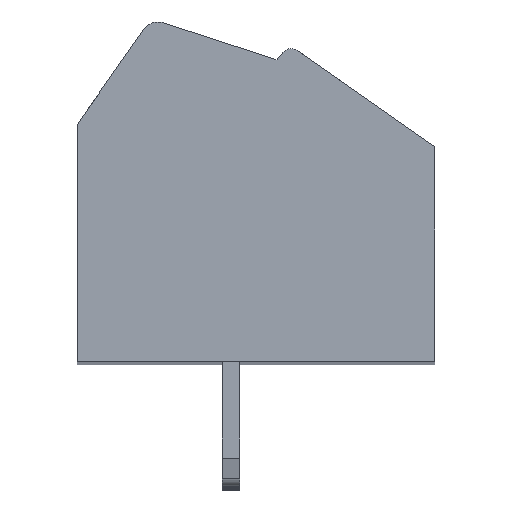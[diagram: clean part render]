
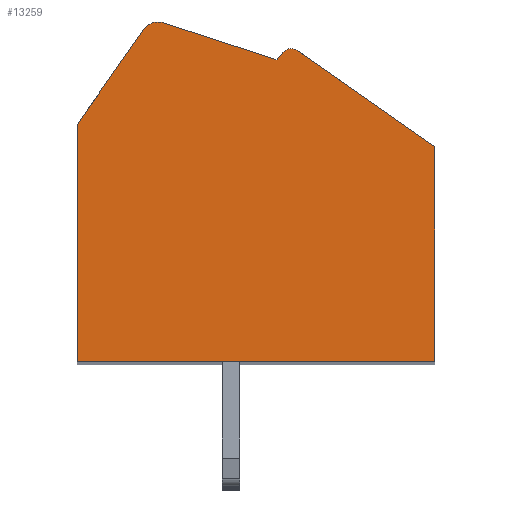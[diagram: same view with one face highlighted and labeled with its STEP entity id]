
A CAD part, top view. The second image highlights one B-rep face of the part: STEP entity #13259.
In plain terms, the highlighted planar face has unit normal (0, 0, 1).
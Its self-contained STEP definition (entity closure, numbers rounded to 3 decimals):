
#1143=DIRECTION('',(-0.951,0.309,0.));
#1144=VECTOR('',#1143,3.333);
#1145=CARTESIAN_POINT('',(0.588,3.695,1.75));
#1146=LINE('',#1145,#1144);
#1147=DIRECTION('',(-0.638,-0.77,0.));
#1148=VECTOR('',#1147,0.262);
#1149=CARTESIAN_POINT('',(0.755,3.897,1.75));
#1150=LINE('',#1149,#1148);
#1151=CARTESIAN_POINT('',(0.986,3.706,1.75));
#1152=DIRECTION('',(0.,0.,1.));
#1153=DIRECTION('',(0.574,0.819,0.));
#1154=AXIS2_PLACEMENT_3D('',#1151,#1152,#1153);
#1156=DIRECTION('',(-0.819,0.574,0.));
#1157=VECTOR('',#1156,4.691);
#1158=CARTESIAN_POINT('',(5.,1.261,1.75));
#1159=LINE('',#1158,#1157);
#1160=DIRECTION('',(0.,1.,0.));
#1161=VECTOR('',#1160,6.011);
#1162=CARTESIAN_POINT('',(5.,-4.75,1.75));
#1163=LINE('',#1162,#1161);
#1164=DIRECTION('',(1.,0.,0.));
#1165=VECTOR('',#1164,10.);
#1166=CARTESIAN_POINT('',(-5.,-4.75,1.75));
#1167=LINE('',#1166,#1165);
#1168=DIRECTION('',(0.,-1.,0.));
#1169=VECTOR('',#1168,6.64);
#1170=CARTESIAN_POINT('',(-5.,1.89,1.75));
#1171=LINE('',#1170,#1169);
#1172=DIRECTION('',(-0.574,-0.819,0.));
#1173=VECTOR('',#1172,3.231);
#1174=CARTESIAN_POINT('',(-3.147,4.537,1.75));
#1175=LINE('',#1174,#1173);
#1176=CARTESIAN_POINT('',(-2.737,4.25,1.75));
#1177=DIRECTION('',(0.,0.,1.));
#1178=DIRECTION('',(0.309,0.951,0.));
#1179=AXIS2_PLACEMENT_3D('',#1176,#1177,#1178);
#9487=CARTESIAN_POINT('',(0.588,3.695,1.75));
#9488=CARTESIAN_POINT('',(-2.583,4.726,1.75));
#9489=VERTEX_POINT('',#9487);
#9490=VERTEX_POINT('',#9488);
#9491=CARTESIAN_POINT('',(-3.147,4.537,1.75));
#9492=VERTEX_POINT('',#9491);
#9493=CARTESIAN_POINT('',(-5.,1.89,1.75));
#9494=VERTEX_POINT('',#9493);
#9495=CARTESIAN_POINT('',(-5.,-4.75,1.75));
#9496=VERTEX_POINT('',#9495);
#9497=CARTESIAN_POINT('',(5.,-4.75,1.75));
#9498=VERTEX_POINT('',#9497);
#9499=CARTESIAN_POINT('',(5.,1.261,1.75));
#9500=VERTEX_POINT('',#9499);
#9501=CARTESIAN_POINT('',(1.158,3.951,1.75));
#9502=VERTEX_POINT('',#9501);
#9503=CARTESIAN_POINT('',(0.755,3.897,1.75));
#9504=VERTEX_POINT('',#9503);
#13243=CARTESIAN_POINT('',(0.,0.,1.75));
#13244=DIRECTION('',(0.,0.,1.));
#13245=DIRECTION('',(1.,0.,0.));
#13246=AXIS2_PLACEMENT_3D('',#13243,#13244,#13245);
#13247=PLANE('',#13246);
#13248=ORIENTED_EDGE('',*,*,#12389,.F.);
#13249=ORIENTED_EDGE('',*,*,#12404,.F.);
#13250=ORIENTED_EDGE('',*,*,#12418,.F.);
#13251=ORIENTED_EDGE('',*,*,#12432,.F.);
#13252=ORIENTED_EDGE('',*,*,#12606,.F.);
#13253=ORIENTED_EDGE('',*,*,#12780,.F.);
#13254=ORIENTED_EDGE('',*,*,#12954,.F.);
#13255=ORIENTED_EDGE('',*,*,#13128,.F.);
#13256=ORIENTED_EDGE('',*,*,#13237,.F.);
#13257=EDGE_LOOP('',(#13248,#13249,#13250,#13251,#13252,#13253,#13254,#13255,
#13256));
#13258=FACE_OUTER_BOUND('',#13257,.F.);
#1155=CIRCLE('',#1154,0.3);
#1180=CIRCLE('',#1179,0.5);
#12389=EDGE_CURVE('',#9489,#9490,#1146,.T.);
#12404=EDGE_CURVE('',#9504,#9489,#1150,.T.);
#12418=EDGE_CURVE('',#9502,#9504,#1155,.T.);
#12432=EDGE_CURVE('',#9500,#9502,#1159,.T.);
#12606=EDGE_CURVE('',#9498,#9500,#1163,.T.);
#12780=EDGE_CURVE('',#9496,#9498,#1167,.T.);
#12954=EDGE_CURVE('',#9494,#9496,#1171,.T.);
#13128=EDGE_CURVE('',#9492,#9494,#1175,.T.);
#13237=EDGE_CURVE('',#9490,#9492,#1180,.T.);
#13259=ADVANCED_FACE('',(#13258),#13247,.T.);
